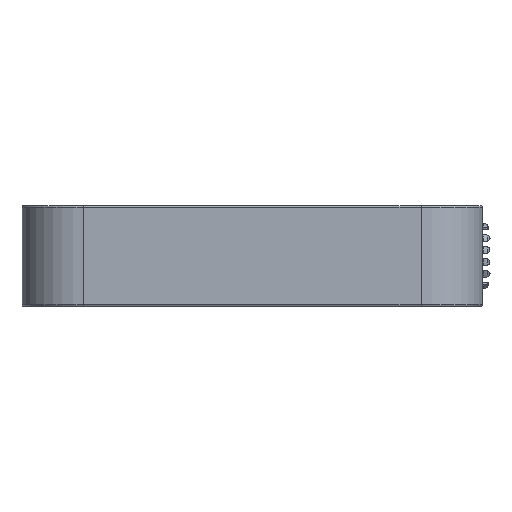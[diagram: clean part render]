
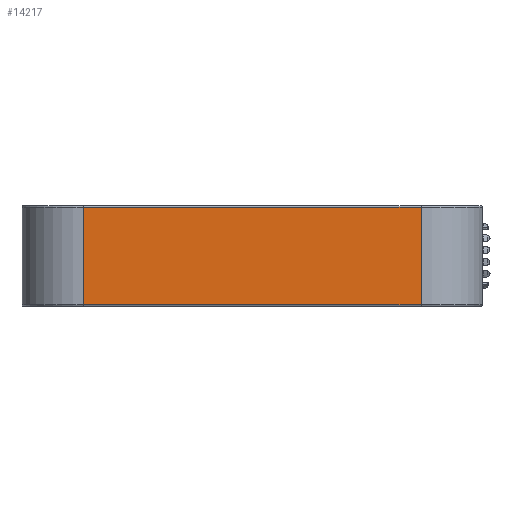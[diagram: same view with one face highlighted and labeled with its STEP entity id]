
A CAD part, left-side view. The second image highlights one B-rep face of the part: STEP entity #14217.
In plain terms, the highlighted planar face has unit normal (-1, 0, 0).
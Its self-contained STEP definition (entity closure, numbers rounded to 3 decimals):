
#98 = EDGE_CURVE ( 'NONE', #19611, #11613, #29460, .T. ) ;
#2549 = VECTOR ( 'NONE', #21284, 1000. ) ;
#2693 = CARTESIAN_POINT ( 'NONE',  ( -74.985, -26.925, -8. ) ) ;
#3649 = EDGE_CURVE ( 'NONE', #11613, #13280, #5924, .T. ) ;
#4384 = CARTESIAN_POINT ( 'NONE',  ( -74.985, 36.725, -7.8 ) ) ;
#5924 = LINE ( 'NONE', #27810, #15721 ) ;
#8547 = VECTOR ( 'NONE', #15092, 1000. ) ;
#8589 = AXIS2_PLACEMENT_3D ( 'NONE', #31261, #12003, #19774 ) ;
#11453 = LINE ( 'NONE', #23607, #2549 ) ;
#11613 = VERTEX_POINT ( 'NONE', #24952 ) ;
#12003 = DIRECTION ( 'NONE',  ( 1., 0., 0. ) ) ;
#12078 = CARTESIAN_POINT ( 'NONE',  ( -74.985, 26.925, 7.8 ) ) ;
#12460 = PLANE ( 'NONE',  #8589 ) ;
#13280 = VERTEX_POINT ( 'NONE', #12078 ) ;
#14217 = ADVANCED_FACE ( 'NONE', ( #21029 ), #12460, .F. ) ;
#15092 = DIRECTION ( 'NONE',  ( 0., 0., 1. ) ) ;
#15610 = DIRECTION ( 'NONE',  ( 0., 1., 0. ) ) ;
#15721 = VECTOR ( 'NONE', #15610, 1000. ) ;
#17506 = DIRECTION ( 'NONE',  ( 0., -1., 0. ) ) ;
#18706 = EDGE_LOOP ( 'NONE', ( #26767, #21923, #20808, #19752 ) ) ;
#19611 = VERTEX_POINT ( 'NONE', #28173 ) ;
#19752 = ORIENTED_EDGE ( 'NONE', *, *, #20341, .T. ) ;
#19774 = DIRECTION ( 'NONE',  ( 0., 0., -1. ) ) ;
#20341 = EDGE_CURVE ( 'NONE', #26451, #19611, #26112, .T. ) ;
#20808 = ORIENTED_EDGE ( 'NONE', *, *, #21350, .T. ) ;
#21029 = FACE_OUTER_BOUND ( 'NONE', #18706, .T. ) ;
#21284 = DIRECTION ( 'NONE',  ( 0., 0., -1. ) ) ;
#21350 = EDGE_CURVE ( 'NONE', #13280, #26451, #11453, .T. ) ;
#21923 = ORIENTED_EDGE ( 'NONE', *, *, #3649, .T. ) ;
#23607 = CARTESIAN_POINT ( 'NONE',  ( -74.985, 26.925, -8. ) ) ;
#24952 = CARTESIAN_POINT ( 'NONE',  ( -74.985, -26.925, 7.8 ) ) ;
#25703 = VECTOR ( 'NONE', #17506, 1000. ) ;
#26112 = LINE ( 'NONE', #4384, #25703 ) ;
#26451 = VERTEX_POINT ( 'NONE', #30640 ) ;
#26767 = ORIENTED_EDGE ( 'NONE', *, *, #98, .T. ) ;
#27810 = CARTESIAN_POINT ( 'NONE',  ( -74.985, 36.725, 7.8 ) ) ;
#28173 = CARTESIAN_POINT ( 'NONE',  ( -74.985, -26.925, -7.8 ) ) ;
#29460 = LINE ( 'NONE', #2693, #8547 ) ;
#30640 = CARTESIAN_POINT ( 'NONE',  ( -74.985, 26.925, -7.8 ) ) ;
#31261 = CARTESIAN_POINT ( 'NONE',  ( -74.985, 36.725, -8. ) ) ;
